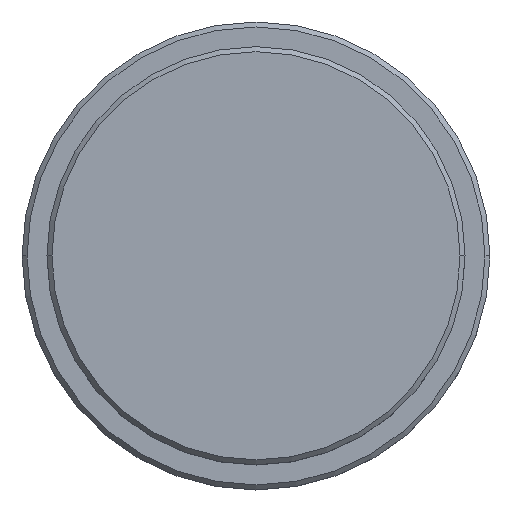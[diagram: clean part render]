
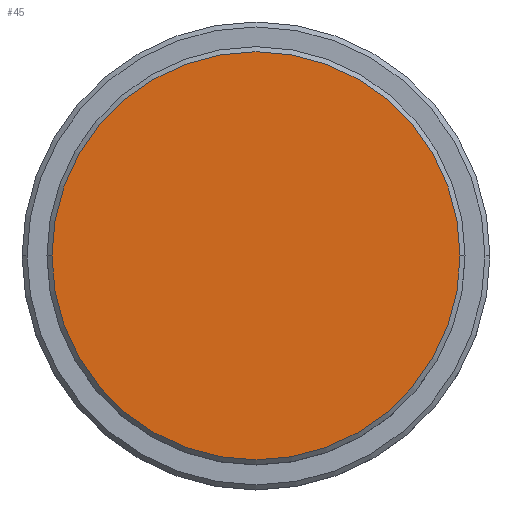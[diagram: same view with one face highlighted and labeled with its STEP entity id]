
A CAD part, top view. The second image highlights one B-rep face of the part: STEP entity #45.
In plain terms, the highlighted planar face has unit normal (0, 0, 1).
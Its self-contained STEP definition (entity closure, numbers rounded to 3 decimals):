
#31 = ORIENTED_EDGE ( 'NONE', *, *, #253, .T. ) ;
#35 = CARTESIAN_POINT ( 'NONE',  ( 0., 0., 0. ) ) ;
#45 = ADVANCED_FACE ( 'NONE', ( #1390 ), #91, .T. ) ;
#91 = PLANE ( 'NONE',  #1115 ) ;
#225 = CARTESIAN_POINT ( 'NONE',  ( 0., 0., 0. ) ) ;
#253 = EDGE_CURVE ( 'NONE', #1241, #1348, #374, .T. ) ;
#356 = EDGE_LOOP ( 'NONE', ( #31, #590 ) ) ;
#374 = CIRCLE ( 'NONE', #677, 20.5 ) ;
#386 = CARTESIAN_POINT ( 'NONE',  ( 20.5, 0., 0. ) ) ;
#405 = CARTESIAN_POINT ( 'NONE',  ( 0., 0., 0. ) ) ;
#514 = DIRECTION ( 'NONE',  ( 0., 0., 1. ) ) ;
#547 = CIRCLE ( 'NONE', #731, 20.5 ) ;
#590 = ORIENTED_EDGE ( 'NONE', *, *, #1385, .T. ) ;
#667 = DIRECTION ( 'NONE',  ( 1., 0., 0. ) ) ;
#677 = AXIS2_PLACEMENT_3D ( 'NONE', #35, #1127, #667 ) ;
#731 = AXIS2_PLACEMENT_3D ( 'NONE', #405, #514, #1289 ) ;
#850 = DIRECTION ( 'NONE',  ( 0., 0., 1. ) ) ;
#910 = CARTESIAN_POINT ( 'NONE',  ( -20.5, 0., 0. ) ) ;
#971 = DIRECTION ( 'NONE',  ( 1., 0., 0. ) ) ;
#1115 = AXIS2_PLACEMENT_3D ( 'NONE', #225, #850, #971 ) ;
#1127 = DIRECTION ( 'NONE',  ( 0., 0., 1. ) ) ;
#1241 = VERTEX_POINT ( 'NONE', #910 ) ;
#1289 = DIRECTION ( 'NONE',  ( 1., 0., 0. ) ) ;
#1348 = VERTEX_POINT ( 'NONE', #386 ) ;
#1385 = EDGE_CURVE ( 'NONE', #1348, #1241, #547, .T. ) ;
#1390 = FACE_OUTER_BOUND ( 'NONE', #356, .T. ) ;
